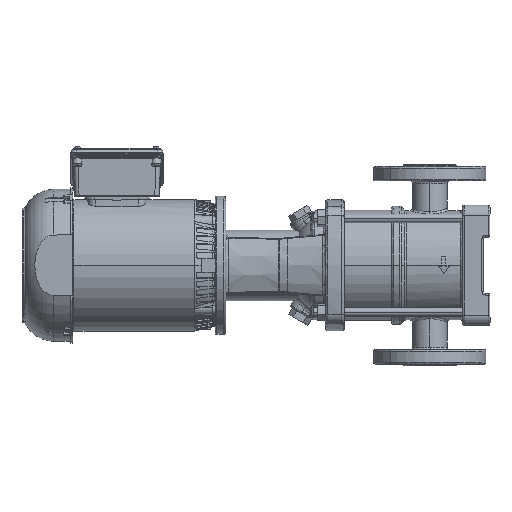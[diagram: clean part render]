
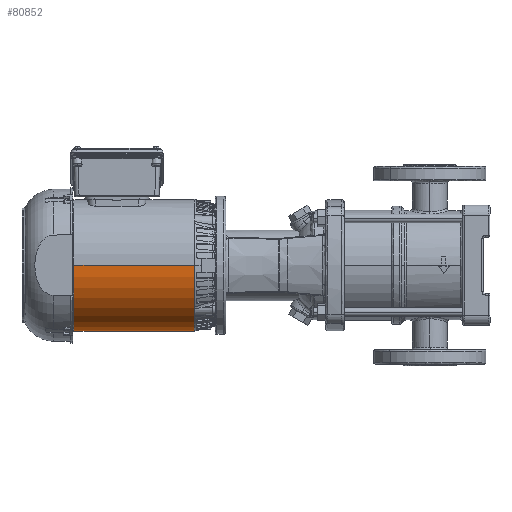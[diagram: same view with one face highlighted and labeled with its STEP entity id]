
A CAD part, left-side view. The second image highlights one B-rep face of the part: STEP entity #80852.
In plain terms, the highlighted cylindrical face has radius 81.875 mm (diameter 163.75 mm), a partial arc.
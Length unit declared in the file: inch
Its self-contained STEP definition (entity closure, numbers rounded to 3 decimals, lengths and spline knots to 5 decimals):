
#6692 = CYLINDRICAL_SURFACE ( 'NONE', #85028, 3.22343 ) ;
#7241 = CARTESIAN_POINT ( 'NONE',  ( 23.27349, 0.03355, 0. ) ) ;
#16877 = DIRECTION ( 'NONE',  ( 1., 0., 0. ) ) ;
#17085 = VERTEX_POINT ( 'NONE', #46835 ) ;
#20084 = EDGE_CURVE ( 'NONE', #94145, #108240, #37578, .T. ) ;
#21146 = DIRECTION ( 'NONE',  ( -1., 0., 0. ) ) ;
#23527 = CARTESIAN_POINT ( 'NONE',  ( -3.46566, 0.03355, 0. ) ) ;
#25328 = DIRECTION ( 'NONE',  ( -1., 0., 0. ) ) ;
#28679 = EDGE_LOOP ( 'NONE', ( #51369, #65673, #59902, #72849 ) ) ;
#29414 = CARTESIAN_POINT ( 'NONE',  ( 2.43986, 0.03355, -3.22343 ) ) ;
#29668 = DIRECTION ( 'NONE',  ( 0., 1., 0. ) ) ;
#34941 = LINE ( 'NONE', #42108, #38039 ) ;
#37578 = LINE ( 'NONE', #44753, #105455 ) ;
#38039 = VECTOR ( 'NONE', #16877, 39.37008 ) ;
#39993 = CARTESIAN_POINT ( 'NONE',  ( -3.46566, 0.03355, -3.22343 ) ) ;
#42108 = CARTESIAN_POINT ( 'NONE',  ( 23.27349, -3.18987, 0. ) ) ;
#44753 = CARTESIAN_POINT ( 'NONE',  ( 23.27349, 0.03355, -3.22343 ) ) ;
#45579 = DIRECTION ( 'NONE',  ( -1., 0., 0. ) ) ;
#46835 = CARTESIAN_POINT ( 'NONE',  ( 2.43986, -3.18987, 0. ) ) ;
#51369 = ORIENTED_EDGE ( 'NONE', *, *, #20084, .F. ) ;
#59902 = ORIENTED_EDGE ( 'NONE', *, *, #88423, .F. ) ;
#60079 = VERTEX_POINT ( 'NONE', #64188 ) ;
#63379 = AXIS2_PLACEMENT_3D ( 'NONE', #23527, #89898, #98136 ) ;
#64188 = CARTESIAN_POINT ( 'NONE',  ( -3.46566, -3.18987, 0. ) ) ;
#65673 = ORIENTED_EDGE ( 'NONE', *, *, #104538, .T. ) ;
#69688 = CIRCLE ( 'NONE', #71388, 3.22343 ) ;
#71388 = AXIS2_PLACEMENT_3D ( 'NONE', #96065, #45579, #29668 ) ;
#72849 = ORIENTED_EDGE ( 'NONE', *, *, #74201, .T. ) ;
#73612 = FACE_OUTER_BOUND ( 'NONE', #28679, .T. ) ;
#74201 = EDGE_CURVE ( 'NONE', #60079, #108240, #77412, .T. ) ;
#77412 = CIRCLE ( 'NONE', #63379, 3.22343 ) ;
#80852 = ADVANCED_FACE ( 'NONE', ( #73612 ), #6692, .T. ) ;
#85028 = AXIS2_PLACEMENT_3D ( 'NONE', #7241, #25328, #107072 ) ;
#88423 = EDGE_CURVE ( 'NONE', #60079, #17085, #34941, .T. ) ;
#89898 = DIRECTION ( 'NONE',  ( 1., 0., 0. ) ) ;
#94145 = VERTEX_POINT ( 'NONE', #29414 ) ;
#96065 = CARTESIAN_POINT ( 'NONE',  ( 2.43986, 0.03355, 0. ) ) ;
#98136 = DIRECTION ( 'NONE',  ( 0., -1., 0. ) ) ;
#104538 = EDGE_CURVE ( 'NONE', #94145, #17085, #69688, .T. ) ;
#105455 = VECTOR ( 'NONE', #21146, 39.37008 ) ;
#107072 = DIRECTION ( 'NONE',  ( 0., 0., 1. ) ) ;
#108240 = VERTEX_POINT ( 'NONE', #39993 ) ;
